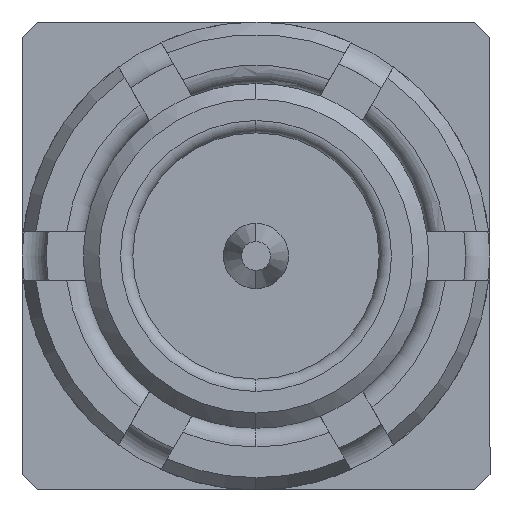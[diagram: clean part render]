
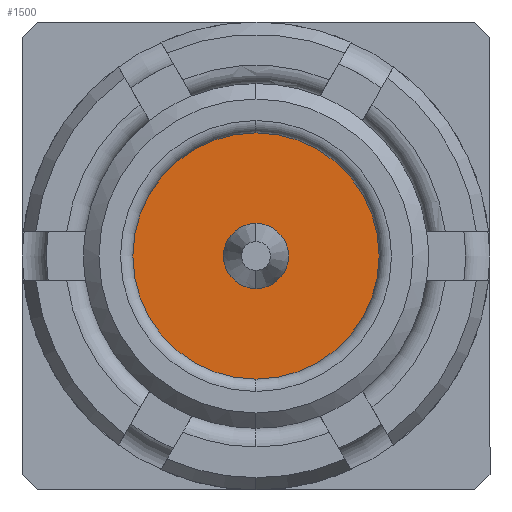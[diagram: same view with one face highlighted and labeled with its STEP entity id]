
A CAD part, left-side view. The second image highlights one B-rep face of the part: STEP entity #1500.
In plain terms, the highlighted planar face has unit normal (-1, 0, 0).
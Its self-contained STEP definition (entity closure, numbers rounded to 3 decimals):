
#42 = DIRECTION ( 'NONE',  ( 1., 0., 0. ) ) ;
#587 = CARTESIAN_POINT ( 'NONE',  ( 2.8, 0., -1. ) ) ;
#870 = CARTESIAN_POINT ( 'NONE',  ( 2.8, 0., 1. ) ) ;
#995 = FACE_BOUND ( 'NONE', #2594, .T. ) ;
#1258 = ORIENTED_EDGE ( 'NONE', *, *, #4696, .T. ) ;
#1339 = DIRECTION ( 'NONE',  ( 1., 0., 0. ) ) ;
#1382 = DIRECTION ( 'NONE',  ( 1., 0., 0. ) ) ;
#1433 = CARTESIAN_POINT ( 'NONE',  ( 2.8, 0., 0. ) ) ;
#1500 = ADVANCED_FACE ( 'NONE', ( #2271, #995 ), #5203, .F. ) ;
#1541 = EDGE_CURVE ( 'NONE', #5006, #2418, #6168, .T. ) ;
#1792 = CIRCLE ( 'NONE', #2070, 0.265 ) ;
#1924 = DIRECTION ( 'NONE',  ( 0., 0., 1. ) ) ;
#2070 = AXIS2_PLACEMENT_3D ( 'NONE', #2950, #42, #3436 ) ;
#2201 = AXIS2_PLACEMENT_3D ( 'NONE', #4267, #1382, #4746 ) ;
#2271 = FACE_OUTER_BOUND ( 'NONE', #3603, .T. ) ;
#2418 = VERTEX_POINT ( 'NONE', #870 ) ;
#2500 = CARTESIAN_POINT ( 'NONE',  ( 2.8, 0., 0. ) ) ;
#2519 = ORIENTED_EDGE ( 'NONE', *, *, #2561, .T. ) ;
#2554 = CARTESIAN_POINT ( 'NONE',  ( 2.8, 0., 0.265 ) ) ;
#2561 = EDGE_CURVE ( 'NONE', #5909, #2581, #1792, .T. ) ;
#2581 = VERTEX_POINT ( 'NONE', #5330 ) ;
#2594 = EDGE_LOOP ( 'NONE', ( #2519, #1258 ) ) ;
#2950 = CARTESIAN_POINT ( 'NONE',  ( 2.8, 0., 0. ) ) ;
#2978 = DIRECTION ( 'NONE',  ( 0., 0., 1. ) ) ;
#3436 = DIRECTION ( 'NONE',  ( 0., 0., -1. ) ) ;
#3603 = EDGE_LOOP ( 'NONE', ( #4113, #3640 ) ) ;
#3640 = ORIENTED_EDGE ( 'NONE', *, *, #1541, .T. ) ;
#3757 = CIRCLE ( 'NONE', #5652, 1. ) ;
#4113 = ORIENTED_EDGE ( 'NONE', *, *, #4936, .T. ) ;
#4136 = AXIS2_PLACEMENT_3D ( 'NONE', #1433, #4793, #1924 ) ;
#4223 = CARTESIAN_POINT ( 'NONE',  ( 2.8, 0., 0. ) ) ;
#4267 = CARTESIAN_POINT ( 'NONE',  ( 2.8, 1., 0. ) ) ;
#4596 = AXIS2_PLACEMENT_3D ( 'NONE', #4223, #1339, #4699 ) ;
#4696 = EDGE_CURVE ( 'NONE', #2581, #5909, #5996, .T. ) ;
#4699 = DIRECTION ( 'NONE',  ( 0., 0., -1. ) ) ;
#4746 = DIRECTION ( 'NONE',  ( 0., 0., -1. ) ) ;
#4793 = DIRECTION ( 'NONE',  ( -1., 0., 0. ) ) ;
#4936 = EDGE_CURVE ( 'NONE', #2418, #5006, #3757, .T. ) ;
#5006 = VERTEX_POINT ( 'NONE', #587 ) ;
#5203 = PLANE ( 'NONE',  #2201 ) ;
#5330 = CARTESIAN_POINT ( 'NONE',  ( 2.8, 0., -0.265 ) ) ;
#5652 = AXIS2_PLACEMENT_3D ( 'NONE', #2500, #5827, #2978 ) ;
#5827 = DIRECTION ( 'NONE',  ( -1., 0., 0. ) ) ;
#5909 = VERTEX_POINT ( 'NONE', #2554 ) ;
#5996 = CIRCLE ( 'NONE', #4596, 0.265 ) ;
#6168 = CIRCLE ( 'NONE', #4136, 1. ) ;
